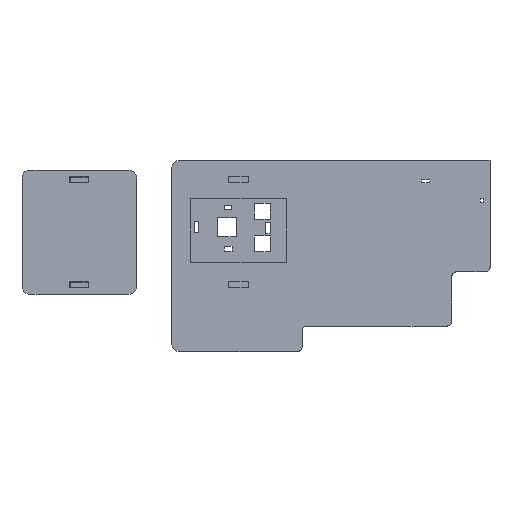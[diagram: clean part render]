
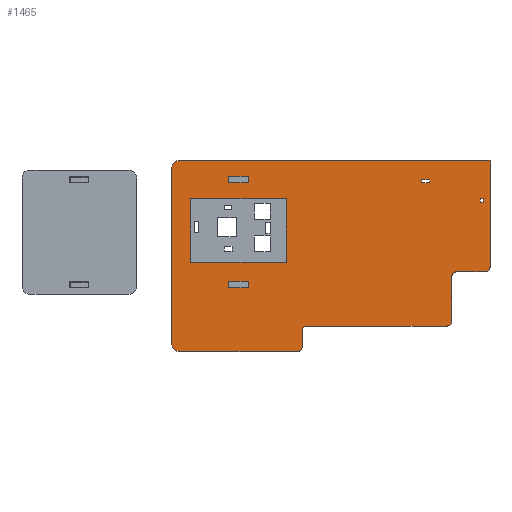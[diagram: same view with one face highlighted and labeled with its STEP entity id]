
A CAD part, top view. The second image highlights one B-rep face of the part: STEP entity #1465.
In plain terms, the highlighted planar face has unit normal (0, 0, 1).
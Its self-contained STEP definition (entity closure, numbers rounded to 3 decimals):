
#1161=CARTESIAN_POINT('',(0.,0.,8.));
#1162=DIRECTION('',(0.,0.,1.));
#1163=DIRECTION('',(1.,0.,0.));
#1164=AXIS2_PLACEMENT_3D('',#1161,#1162,#1163);
#1165=PLANE('',#1164);
#1166=CARTESIAN_POINT('',(24.,55.,8.));
#1167=VERTEX_POINT('',#1166);
#1168=CARTESIAN_POINT('',(18.,55.,8.));
#1169=VERTEX_POINT('',#1168);
#1170=CARTESIAN_POINT('',(24.,55.,8.));
#1171=DIRECTION('',(-1.,0.,0.));
#1172=VECTOR('',#1171,6.);
#1173=LINE('',#1170,#1172);
#1174=EDGE_CURVE('',#1167,#1169,#1173,.T.);
#1175=ORIENTED_EDGE('',*,*,#1174,.F.);
#1176=CARTESIAN_POINT('',(24.,53.,8.));
#1177=VERTEX_POINT('',#1176);
#1178=CARTESIAN_POINT('',(24.,55.,8.));
#1179=DIRECTION('',(0.,-1.,0.));
#1180=VECTOR('',#1179,2.);
#1181=LINE('',#1178,#1180);
#1182=EDGE_CURVE('',#1167,#1177,#1181,.T.);
#1183=ORIENTED_EDGE('',*,*,#1182,.T.);
#1184=CARTESIAN_POINT('',(18.,53.,8.));
#1185=VERTEX_POINT('',#1184);
#1186=CARTESIAN_POINT('',(24.,53.,8.));
#1187=DIRECTION('',(-1.,0.,0.));
#1188=VECTOR('',#1187,6.);
#1189=LINE('',#1186,#1188);
#1190=EDGE_CURVE('',#1177,#1185,#1189,.T.);
#1191=ORIENTED_EDGE('',*,*,#1190,.T.);
#1192=CARTESIAN_POINT('',(18.,55.,8.));
#1193=DIRECTION('',(0.,-1.,0.));
#1194=VECTOR('',#1193,2.);
#1195=LINE('',#1192,#1194);
#1196=EDGE_CURVE('',#1169,#1185,#1195,.T.);
#1197=ORIENTED_EDGE('',*,*,#1196,.F.);
#1198=EDGE_LOOP('',(#1175,#1183,#1191,#1197));
#1199=FACE_BOUND('',#1198,.T.);
#1200=CARTESIAN_POINT('',(24.,20.,8.));
#1201=VERTEX_POINT('',#1200);
#1202=CARTESIAN_POINT('',(24.,22.,8.));
#1203=VERTEX_POINT('',#1202);
#1204=CARTESIAN_POINT('',(24.,20.,8.));
#1205=DIRECTION('',(0.,1.,0.));
#1206=VECTOR('',#1205,2.);
#1207=LINE('',#1204,#1206);
#1208=EDGE_CURVE('',#1201,#1203,#1207,.T.);
#1209=ORIENTED_EDGE('',*,*,#1208,.F.);
#1210=CARTESIAN_POINT('',(18.,20.,8.));
#1211=VERTEX_POINT('',#1210);
#1212=CARTESIAN_POINT('',(24.,20.,8.));
#1213=DIRECTION('',(-1.,0.,0.));
#1214=VECTOR('',#1213,6.);
#1215=LINE('',#1212,#1214);
#1216=EDGE_CURVE('',#1201,#1211,#1215,.T.);
#1217=ORIENTED_EDGE('',*,*,#1216,.T.);
#1218=CARTESIAN_POINT('',(18.,22.,8.));
#1219=VERTEX_POINT('',#1218);
#1220=CARTESIAN_POINT('',(18.,20.,8.));
#1221=DIRECTION('',(0.,1.,0.));
#1222=VECTOR('',#1221,2.);
#1223=LINE('',#1220,#1222);
#1224=EDGE_CURVE('',#1211,#1219,#1223,.T.);
#1225=ORIENTED_EDGE('',*,*,#1224,.T.);
#1226=CARTESIAN_POINT('',(18.,22.,8.));
#1227=DIRECTION('',(1.,0.,-0.));
#1228=VECTOR('',#1227,6.);
#1229=LINE('',#1226,#1228);
#1230=EDGE_CURVE('',#1219,#1203,#1229,.T.);
#1231=ORIENTED_EDGE('',*,*,#1230,.T.);
#1232=EDGE_LOOP('',(#1209,#1217,#1225,#1231));
#1233=FACE_BOUND('',#1232,.T.);
#1234=CARTESIAN_POINT('',(81.,53.,8.));
#1235=VERTEX_POINT('',#1234);
#1236=CARTESIAN_POINT('',(81.,53.9,8.));
#1237=VERTEX_POINT('',#1236);
#1238=CARTESIAN_POINT('',(81.,53.,8.));
#1239=DIRECTION('',(0.,1.,0.));
#1240=VECTOR('',#1239,0.9);
#1241=LINE('',#1238,#1240);
#1242=EDGE_CURVE('',#1235,#1237,#1241,.T.);
#1243=ORIENTED_EDGE('',*,*,#1242,.F.);
#1244=CARTESIAN_POINT('',(78.5,53.,8.));
#1245=VERTEX_POINT('',#1244);
#1246=CARTESIAN_POINT('',(78.5,53.,8.));
#1247=DIRECTION('',(1.,0.,-0.));
#1248=VECTOR('',#1247,2.5);
#1249=LINE('',#1246,#1248);
#1250=EDGE_CURVE('',#1245,#1235,#1249,.T.);
#1251=ORIENTED_EDGE('',*,*,#1250,.F.);
#1252=CARTESIAN_POINT('',(78.5,53.9,8.));
#1253=VERTEX_POINT('',#1252);
#1254=CARTESIAN_POINT('',(78.5,53.9,8.));
#1255=DIRECTION('',(0.,-1.,0.));
#1256=VECTOR('',#1255,0.9);
#1257=LINE('',#1254,#1256);
#1258=EDGE_CURVE('',#1253,#1245,#1257,.T.);
#1259=ORIENTED_EDGE('',*,*,#1258,.F.);
#1260=CARTESIAN_POINT('',(81.,53.9,8.));
#1261=DIRECTION('',(-1.,0.,0.));
#1262=VECTOR('',#1261,2.5);
#1263=LINE('',#1260,#1262);
#1264=EDGE_CURVE('',#1237,#1253,#1263,.T.);
#1265=ORIENTED_EDGE('',*,*,#1264,.F.);
#1266=EDGE_LOOP('',(#1243,#1251,#1259,#1265));
#1267=FACE_BOUND('',#1266,.T.);
#1268=CARTESIAN_POINT('',(97.009,48.01,8.));
#1269=VERTEX_POINT('',#1268);
#1270=CARTESIAN_POINT('',(97.009,46.81,8.));
#1271=VERTEX_POINT('',#1270);
#1272=CARTESIAN_POINT('',(97.009,48.01,8.));
#1273=DIRECTION('',(0.,-1.,0.));
#1274=VECTOR('',#1273,1.2);
#1275=LINE('',#1272,#1274);
#1276=EDGE_CURVE('',#1269,#1271,#1275,.T.);
#1277=ORIENTED_EDGE('',*,*,#1276,.F.);
#1278=CARTESIAN_POINT('',(97.809,48.01,8.));
#1279=VERTEX_POINT('',#1278);
#1280=CARTESIAN_POINT('',(97.809,48.01,8.));
#1281=DIRECTION('',(-1.,0.,0.));
#1282=VECTOR('',#1281,0.8);
#1283=LINE('',#1280,#1282);
#1284=EDGE_CURVE('',#1279,#1269,#1283,.T.);
#1285=ORIENTED_EDGE('',*,*,#1284,.F.);
#1286=CARTESIAN_POINT('',(97.809,46.81,8.));
#1287=VERTEX_POINT('',#1286);
#1288=CARTESIAN_POINT('',(97.809,48.01,8.));
#1289=DIRECTION('',(0.,-1.,0.));
#1290=VECTOR('',#1289,1.2);
#1291=LINE('',#1288,#1290);
#1292=EDGE_CURVE('',#1279,#1287,#1291,.T.);
#1293=ORIENTED_EDGE('',*,*,#1292,.T.);
#1294=CARTESIAN_POINT('',(97.009,46.81,8.));
#1295=DIRECTION('',(1.,0.,-0.));
#1296=VECTOR('',#1295,0.8);
#1297=LINE('',#1294,#1296);
#1298=EDGE_CURVE('',#1271,#1287,#1297,.T.);
#1299=ORIENTED_EDGE('',*,*,#1298,.F.);
#1300=EDGE_LOOP('',(#1277,#1285,#1293,#1299));
#1301=FACE_BOUND('',#1300,.T.);
#1302=CARTESIAN_POINT('',(6.,48.,8.));
#1303=VERTEX_POINT('',#1302);
#1304=CARTESIAN_POINT('',(6.,28.,8.));
#1305=VERTEX_POINT('',#1304);
#1306=CARTESIAN_POINT('',(6.,48.,8.));
#1307=DIRECTION('',(0.,-1.,0.));
#1308=VECTOR('',#1307,20.);
#1309=LINE('',#1306,#1308);
#1310=EDGE_CURVE('',#1303,#1305,#1309,.T.);
#1311=ORIENTED_EDGE('',*,*,#1310,.F.);
#1312=CARTESIAN_POINT('',(36.,48.,8.));
#1313=VERTEX_POINT('',#1312);
#1314=CARTESIAN_POINT('',(36.,48.,8.));
#1315=DIRECTION('',(-1.,0.,0.));
#1316=VECTOR('',#1315,30.);
#1317=LINE('',#1314,#1316);
#1318=EDGE_CURVE('',#1313,#1303,#1317,.T.);
#1319=ORIENTED_EDGE('',*,*,#1318,.F.);
#1320=CARTESIAN_POINT('',(36.,28.,8.));
#1321=VERTEX_POINT('',#1320);
#1322=CARTESIAN_POINT('',(36.,28.,8.));
#1323=DIRECTION('',(0.,1.,0.));
#1324=VECTOR('',#1323,20.);
#1325=LINE('',#1322,#1324);
#1326=EDGE_CURVE('',#1321,#1313,#1325,.T.);
#1327=ORIENTED_EDGE('',*,*,#1326,.F.);
#1328=CARTESIAN_POINT('',(6.,28.,8.));
#1329=DIRECTION('',(1.,0.,-0.));
#1330=VECTOR('',#1329,30.);
#1331=LINE('',#1328,#1330);
#1332=EDGE_CURVE('',#1305,#1321,#1331,.T.);
#1333=ORIENTED_EDGE('',*,*,#1332,.F.);
#1334=EDGE_LOOP('',(#1311,#1319,#1327,#1333));
#1335=FACE_BOUND('',#1334,.T.);
#1336=CARTESIAN_POINT('',(98.5,25.,8.));
#1337=VERTEX_POINT('',#1336);
#1338=CARTESIAN_POINT('',(89.5,25.,8.));
#1339=VERTEX_POINT('',#1338);
#1340=CARTESIAN_POINT('',(98.5,25.,8.));
#1341=DIRECTION('',(-1.,0.,0.));
#1342=VECTOR('',#1341,9.);
#1343=LINE('',#1340,#1342);
#1344=EDGE_CURVE('',#1337,#1339,#1343,.T.);
#1345=ORIENTED_EDGE('',*,*,#1344,.F.);
#1346=CARTESIAN_POINT('',(100.,26.5,8.));
#1347=VERTEX_POINT('',#1346);
#1348=CARTESIAN_POINT('',(98.5,26.5,8.));
#1349=DIRECTION('',(0.,0.,1.));
#1350=DIRECTION('',(1.,0.,-0.));
#1351=AXIS2_PLACEMENT_3D('',#1348,#1349,#1350);
#1352=CIRCLE('',#1351,1.5);
#1353=EDGE_CURVE('',#1337,#1347,#1352,.T.);
#1354=ORIENTED_EDGE('',*,*,#1353,.T.);
#1355=CARTESIAN_POINT('',(100.,60.,8.));
#1356=VERTEX_POINT('',#1355);
#1357=CARTESIAN_POINT('',(100.,26.5,8.));
#1358=DIRECTION('',(-0.,1.,0.));
#1359=VECTOR('',#1358,33.5);
#1360=LINE('',#1357,#1359);
#1361=EDGE_CURVE('',#1347,#1356,#1360,.T.);
#1362=ORIENTED_EDGE('',*,*,#1361,.T.);
#1363=CARTESIAN_POINT('',(2.5,60.,8.));
#1364=VERTEX_POINT('',#1363);
#1365=CARTESIAN_POINT('',(100.,60.,8.));
#1366=DIRECTION('',(-1.,-0.,0.));
#1367=VECTOR('',#1366,97.5);
#1368=LINE('',#1365,#1367);
#1369=EDGE_CURVE('',#1356,#1364,#1368,.T.);
#1370=ORIENTED_EDGE('',*,*,#1369,.T.);
#1371=CARTESIAN_POINT('',(0.,57.5,8.));
#1372=VERTEX_POINT('',#1371);
#1373=CARTESIAN_POINT('',(2.5,57.5,8.));
#1374=DIRECTION('',(0.,0.,1.));
#1375=DIRECTION('',(1.,0.,-0.));
#1376=AXIS2_PLACEMENT_3D('',#1373,#1374,#1375);
#1377=CIRCLE('',#1376,2.5);
#1378=EDGE_CURVE('',#1364,#1372,#1377,.T.);
#1379=ORIENTED_EDGE('',*,*,#1378,.T.);
#1380=CARTESIAN_POINT('',(0.,2.5,8.));
#1381=VERTEX_POINT('',#1380);
#1382=CARTESIAN_POINT('',(0.,57.5,8.));
#1383=DIRECTION('',(0.,-1.,0.));
#1384=VECTOR('',#1383,55.);
#1385=LINE('',#1382,#1384);
#1386=EDGE_CURVE('',#1372,#1381,#1385,.T.);
#1387=ORIENTED_EDGE('',*,*,#1386,.T.);
#1388=CARTESIAN_POINT('',(2.5,0.,8.));
#1389=VERTEX_POINT('',#1388);
#1390=CARTESIAN_POINT('',(2.5,2.5,8.));
#1391=DIRECTION('',(0.,0.,1.));
#1392=DIRECTION('',(1.,0.,-0.));
#1393=AXIS2_PLACEMENT_3D('',#1390,#1391,#1392);
#1394=CIRCLE('',#1393,2.5);
#1395=EDGE_CURVE('',#1381,#1389,#1394,.T.);
#1396=ORIENTED_EDGE('',*,*,#1395,.T.);
#1397=CARTESIAN_POINT('',(39.5,0.,8.));
#1398=VERTEX_POINT('',#1397);
#1399=CARTESIAN_POINT('',(2.5,0.,8.));
#1400=DIRECTION('',(1.,0.,0.));
#1401=VECTOR('',#1400,37.);
#1402=LINE('',#1399,#1401);
#1403=EDGE_CURVE('',#1389,#1398,#1402,.T.);
#1404=ORIENTED_EDGE('',*,*,#1403,.T.);
#1405=CARTESIAN_POINT('',(41.,1.5,8.));
#1406=VERTEX_POINT('',#1405);
#1407=CARTESIAN_POINT('',(39.5,1.5,8.));
#1408=DIRECTION('',(0.,0.,1.));
#1409=DIRECTION('',(1.,0.,-0.));
#1410=AXIS2_PLACEMENT_3D('',#1407,#1408,#1409);
#1411=CIRCLE('',#1410,1.5);
#1412=EDGE_CURVE('',#1398,#1406,#1411,.T.);
#1413=ORIENTED_EDGE('',*,*,#1412,.T.);
#1414=CARTESIAN_POINT('',(41.,6.5,8.));
#1415=VERTEX_POINT('',#1414);
#1416=CARTESIAN_POINT('',(41.,6.5,8.));
#1417=DIRECTION('',(0.,-1.,0.));
#1418=VECTOR('',#1417,5.);
#1419=LINE('',#1416,#1418);
#1420=EDGE_CURVE('',#1415,#1406,#1419,.T.);
#1421=ORIENTED_EDGE('',*,*,#1420,.F.);
#1422=CARTESIAN_POINT('',(42.5,8.,8.));
#1423=VERTEX_POINT('',#1422);
#1424=CARTESIAN_POINT('',(42.5,6.5,8.));
#1425=DIRECTION('',(-0.,-0.,-1.));
#1426=DIRECTION('',(1.,0.,-0.));
#1427=AXIS2_PLACEMENT_3D('',#1424,#1425,#1426);
#1428=CIRCLE('',#1427,1.5);
#1429=EDGE_CURVE('',#1415,#1423,#1428,.T.);
#1430=ORIENTED_EDGE('',*,*,#1429,.T.);
#1431=CARTESIAN_POINT('',(86.5,8.,8.));
#1432=VERTEX_POINT('',#1431);
#1433=CARTESIAN_POINT('',(42.5,8.,8.));
#1434=DIRECTION('',(1.,0.,-0.));
#1435=VECTOR('',#1434,44.);
#1436=LINE('',#1433,#1435);
#1437=EDGE_CURVE('',#1423,#1432,#1436,.T.);
#1438=ORIENTED_EDGE('',*,*,#1437,.T.);
#1439=CARTESIAN_POINT('',(88.,9.5,8.));
#1440=VERTEX_POINT('',#1439);
#1441=CARTESIAN_POINT('',(86.5,9.5,8.));
#1442=DIRECTION('',(0.,0.,1.));
#1443=DIRECTION('',(1.,0.,-0.));
#1444=AXIS2_PLACEMENT_3D('',#1441,#1442,#1443);
#1445=CIRCLE('',#1444,1.5);
#1446=EDGE_CURVE('',#1432,#1440,#1445,.T.);
#1447=ORIENTED_EDGE('',*,*,#1446,.T.);
#1448=CARTESIAN_POINT('',(88.,23.5,8.));
#1449=VERTEX_POINT('',#1448);
#1450=CARTESIAN_POINT('',(88.,9.5,8.));
#1451=DIRECTION('',(0.,1.,0.));
#1452=VECTOR('',#1451,14.);
#1453=LINE('',#1450,#1452);
#1454=EDGE_CURVE('',#1440,#1449,#1453,.T.);
#1455=ORIENTED_EDGE('',*,*,#1454,.T.);
#1456=CARTESIAN_POINT('',(89.5,23.5,8.));
#1457=DIRECTION('',(-0.,-0.,-1.));
#1458=DIRECTION('',(1.,0.,-0.));
#1459=AXIS2_PLACEMENT_3D('',#1456,#1457,#1458);
#1460=CIRCLE('',#1459,1.5);
#1461=EDGE_CURVE('',#1449,#1339,#1460,.T.);
#1462=ORIENTED_EDGE('',*,*,#1461,.T.);
#1463=EDGE_LOOP('',(#1345,#1354,#1362,#1370,#1379,#1387,#1396,#1404,#1413,#1421,#1430,#1438,#1447,#1455,#1462));
#1464=FACE_BOUND('',#1463,.T.);
#1465=ADVANCED_FACE('',(#1199,#1233,#1267,#1301,#1335,#1464),#1165,.T.);
